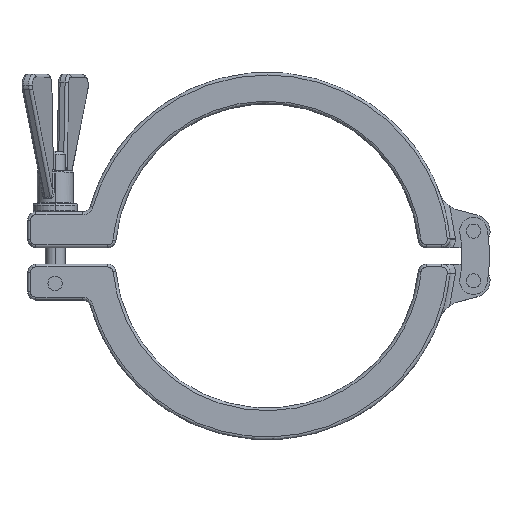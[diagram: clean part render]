
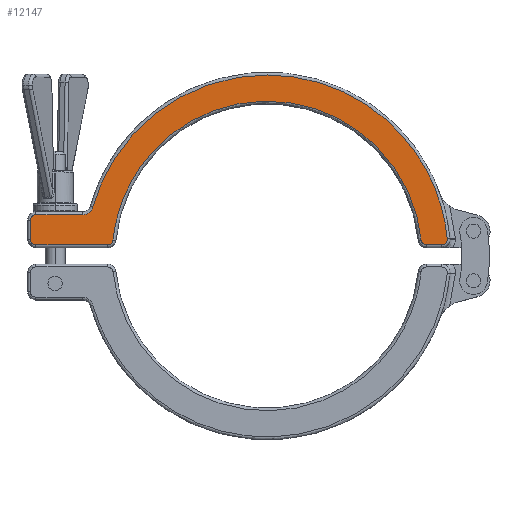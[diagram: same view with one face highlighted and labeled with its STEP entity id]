
A CAD part, top view. The second image highlights one B-rep face of the part: STEP entity #12147.
In plain terms, the highlighted planar face has unit normal (0, 0, 1).
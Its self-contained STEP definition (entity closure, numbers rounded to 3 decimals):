
#56 = EDGE_LOOP ( 'NONE', ( #4797, #7365, #9051, #14122, #11920, #4615, #9347, #11247, #13233, #8550, #4484, #10711 ) ) ;
#239 = DIRECTION ( 'NONE',  ( -1., 0., 0. ) ) ;
#360 = EDGE_CURVE ( 'NONE', #9633, #4254, #2853, .T. ) ;
#551 = CARTESIAN_POINT ( 'NONE',  ( 63.467, 4., 8.5 ) ) ;
#573 = CARTESIAN_POINT ( 'NONE',  ( -85.172, 15., 8.5 ) ) ;
#636 = CARTESIAN_POINT ( 'NONE',  ( -65.253, 15., 8.5 ) ) ;
#706 = CARTESIAN_POINT ( 'NONE',  ( -86., 13., 8.5 ) ) ;
#802 = DIRECTION ( 'NONE',  ( -1., 0., 0. ) ) ;
#897 = CARTESIAN_POINT ( 'NONE',  ( -55.951, 5.794, 8.5 ) ) ;
#1240 = CARTESIAN_POINT ( 'NONE',  ( -56.862, 4., 8.5 ) ) ;
#1405 = EDGE_CURVE ( 'NONE', #9739, #12523, #11579, .T. ) ;
#1430 = VERTEX_POINT ( 'NONE', #14525 ) ;
#1780 = CARTESIAN_POINT ( 'NONE',  ( 55.951, 5.794, 8.5 ) ) ;
#1955 = VERTEX_POINT ( 'NONE', #12578 ) ;
#2249 = EDGE_CURVE ( 'NONE', #1430, #8607, #13493, .T. ) ;
#2842 = CARTESIAN_POINT ( 'NONE',  ( -63.264, 17.91, 8.5 ) ) ;
#2853 =( BOUNDED_CURVE ( )  B_SPLINE_CURVE ( 3, ( #9714, #636, #10680, #9639 ),
 .UNSPECIFIED., .F., .F. ) 
 B_SPLINE_CURVE_WITH_KNOTS ( ( 4, 4 ),
 ( 0., 1. ),
 .UNSPECIFIED. ) 
 CURVE ( )  GEOMETRIC_REPRESENTATION_ITEM ( )  RATIONAL_B_SPLINE_CURVE ( ( 1., 0.865, 0.865, 1. ) ) 
 REPRESENTATION_ITEM ( '' )  );
#2922 = CARTESIAN_POINT ( 'NONE',  ( 55.951, 5.794, 8.5 ) ) ;
#3266 = LINE ( 'NONE', #7793, #11972 ) ;
#3367 = VERTEX_POINT ( 'NONE', #11659 ) ;
#3404 = CARTESIAN_POINT ( 'NONE',  ( -56.062, 4.722, 8.5 ) ) ;
#3421 = EDGE_CURVE ( 'NONE', #1955, #13198, #3266, .T. ) ;
#3506 = CARTESIAN_POINT ( 'NONE',  ( 57.94, 4., 8.5 ) ) ;
#3651 = CARTESIAN_POINT ( 'NONE',  ( -37.527, 108.819, 8.5 ) ) ;
#3732 = CARTESIAN_POINT ( 'NONE',  ( -84., 4., 8.5 ) ) ;
#3835 = CARTESIAN_POINT ( 'NONE',  ( 65.577, 4.933, 8.5 ) ) ;
#3877 = CARTESIAN_POINT ( 'NONE',  ( -86., 4.828, 8.5 ) ) ;
#4254 = VERTEX_POINT ( 'NONE', #2842 ) ;
#4484 = ORIENTED_EDGE ( 'NONE', *, *, #1405, .F. ) ;
#4615 = ORIENTED_EDGE ( 'NONE', *, *, #8535, .F. ) ;
#4625 = CARTESIAN_POINT ( 'NONE',  ( 56.566, 100.251, 8.5 ) ) ;
#4773 = CARTESIAN_POINT ( 'NONE',  ( -84., 4., 8.5 ) ) ;
#4797 = ORIENTED_EDGE ( 'NONE', *, *, #2249, .F. ) ;
#4832 = CARTESIAN_POINT ( 'NONE',  ( -84., 15., 8.5 ) ) ;
#4856 = LINE ( 'NONE', #3732, #9877 ) ;
#5246 = DIRECTION ( 'NONE',  ( 0., 1., 0. ) ) ;
#5362 = DIRECTION ( 'NONE',  ( -1., 0., 0. ) ) ;
#5422 = VERTEX_POINT ( 'NONE', #897 ) ;
#5488 = EDGE_CURVE ( 'NONE', #11036, #9633, #9366, .T. ) ;
#5511 = CARTESIAN_POINT ( 'NONE',  ( -46.393, 98.087, 8.5 ) ) ;
#5648 =( BOUNDED_CURVE ( )  B_SPLINE_CURVE ( 3, ( #12355, #11307, #5511, #5728 ),
 .UNSPECIFIED., .F., .F. ) 
 B_SPLINE_CURVE_WITH_KNOTS ( ( 4, 4 ),
 ( 0., 1. ),
 .UNSPECIFIED. ) 
 CURVE ( )  GEOMETRIC_REPRESENTATION_ITEM ( )  RATIONAL_B_SPLINE_CURVE ( ( 1., 0.402, 0.402, 1. ) ) 
 REPRESENTATION_ITEM ( '' )  );
#5728 = CARTESIAN_POINT ( 'NONE',  ( -55.951, 5.794, 8.5 ) ) ;
#6036 = CARTESIAN_POINT ( 'NONE',  ( -84., 4., 8.5 ) ) ;
#6283 = CARTESIAN_POINT ( 'NONE',  ( -67.112, 15., 8.5 ) ) ;
#6369 = LINE ( 'NONE', #706, #6903 ) ;
#6496 = EDGE_CURVE ( 'NONE', #6956, #11036, #9512, .T. ) ;
#6903 = VECTOR ( 'NONE', #5246, 1000. ) ;
#6956 = VERTEX_POINT ( 'NONE', #13569 ) ;
#7041 = CARTESIAN_POINT ( 'NONE',  ( 64.728, 4., 8.5 ) ) ;
#7200 = EDGE_CURVE ( 'NONE', #8607, #9739, #4856, .T. ) ;
#7365 = ORIENTED_EDGE ( 'NONE', *, *, #9900, .F. ) ;
#7445 = CARTESIAN_POINT ( 'NONE',  ( 57.94, 4., 8.5 ) ) ;
#7511 = PLANE ( 'NONE',  #11065 ) ;
#7561 = CARTESIAN_POINT ( 'NONE',  ( -86., 14.172, 8.5 ) ) ;
#7793 = CARTESIAN_POINT ( 'NONE',  ( -84., 4., 8.5 ) ) ;
#7863 = CARTESIAN_POINT ( 'NONE',  ( -57.94, 4., 8.5 ) ) ;
#8439 = CARTESIAN_POINT ( 'NONE',  ( 65.458, 6.188, 8.5 ) ) ;
#8496 = CARTESIAN_POINT ( 'NONE',  ( 56.062, 4.722, 8.5 ) ) ;
#8535 = EDGE_CURVE ( 'NONE', #3367, #6956, #6369, .T. ) ;
#8550 = ORIENTED_EDGE ( 'NONE', *, *, #14087, .F. ) ;
#8607 = VERTEX_POINT ( 'NONE', #10225 ) ;
#8772 =( BOUNDED_CURVE ( )  B_SPLINE_CURVE ( 3, ( #13591, #3404, #1240, #7863 ),
 .UNSPECIFIED., .F., .F. ) 
 B_SPLINE_CURVE_WITH_KNOTS ( ( 4, 4 ),
 ( 0., 1. ),
 .UNSPECIFIED. ) 
 CURVE ( )  GEOMETRIC_REPRESENTATION_ITEM ( )  RATIONAL_B_SPLINE_CURVE ( ( 1., 0.828, 0.828, 1. ) ) 
 REPRESENTATION_ITEM ( '' )  );
#8992 = VECTOR ( 'NONE', #9443, 1000. ) ;
#9051 = ORIENTED_EDGE ( 'NONE', *, *, #360, .F. ) ;
#9347 = ORIENTED_EDGE ( 'NONE', *, *, #12116, .F. ) ;
#9366 = LINE ( 'NONE', #4832, #8992 ) ;
#9443 = DIRECTION ( 'NONE',  ( 1., 0., 0. ) ) ;
#9512 =( BOUNDED_CURVE ( )  B_SPLINE_CURVE ( 3, ( #9581, #7561, #573, #13071 ),
 .UNSPECIFIED., .F., .T. ) 
 B_SPLINE_CURVE_WITH_KNOTS ( ( 4, 4 ),
 ( 0., 1. ),
 .UNSPECIFIED. ) 
 CURVE ( )  GEOMETRIC_REPRESENTATION_ITEM ( )  RATIONAL_B_SPLINE_CURVE ( ( 1., 0.805, 0.805, 1. ) ) 
 REPRESENTATION_ITEM ( '' )  );
#9581 = CARTESIAN_POINT ( 'NONE',  ( -86., 13., 8.5 ) ) ;
#9602 = CARTESIAN_POINT ( 'NONE',  ( -85.172, 4., 8.5 ) ) ;
#9633 = VERTEX_POINT ( 'NONE', #6283 ) ;
#9639 = CARTESIAN_POINT ( 'NONE',  ( -63.264, 17.91, 8.5 ) ) ;
#9714 = CARTESIAN_POINT ( 'NONE',  ( -67.112, 15., 8.5 ) ) ;
#9739 = VERTEX_POINT ( 'NONE', #3506 ) ;
#9877 = VECTOR ( 'NONE', #239, 1000. ) ;
#9900 = EDGE_CURVE ( 'NONE', #4254, #1430, #12467, .T. ) ;
#10225 = CARTESIAN_POINT ( 'NONE',  ( 63.467, 4., 8.5 ) ) ;
#10470 = EDGE_CURVE ( 'NONE', #5422, #1955, #8772, .T. ) ;
#10579 = CARTESIAN_POINT ( 'NONE',  ( -84., 15., 8.5 ) ) ;
#10680 = CARTESIAN_POINT ( 'NONE',  ( -63.77, 16.121, 8.5 ) ) ;
#10711 = ORIENTED_EDGE ( 'NONE', *, *, #7200, .F. ) ;
#10787 = FACE_OUTER_BOUND ( 'NONE', #56, .T. ) ;
#11036 = VERTEX_POINT ( 'NONE', #10579 ) ;
#11065 = AXIS2_PLACEMENT_3D ( 'NONE', #13321, #12060, #5362 ) ;
#11247 = ORIENTED_EDGE ( 'NONE', *, *, #3421, .F. ) ;
#11307 = CARTESIAN_POINT ( 'NONE',  ( 46.393, 98.087, 8.5 ) ) ;
#11579 =( BOUNDED_CURVE ( )  B_SPLINE_CURVE ( 3, ( #7445, #12068, #8496, #2922 ),
 .UNSPECIFIED., .F., .F. ) 
 B_SPLINE_CURVE_WITH_KNOTS ( ( 4, 4 ),
 ( 0., 1. ),
 .UNSPECIFIED. ) 
 CURVE ( )  GEOMETRIC_REPRESENTATION_ITEM ( )  RATIONAL_B_SPLINE_CURVE ( ( 1., 0.828, 0.828, 1. ) ) 
 REPRESENTATION_ITEM ( '' )  );
#11659 = CARTESIAN_POINT ( 'NONE',  ( -86., 6., 8.5 ) ) ;
#11920 = ORIENTED_EDGE ( 'NONE', *, *, #6496, .F. ) ;
#11972 = VECTOR ( 'NONE', #802, 1000. ) ;
#12060 = DIRECTION ( 'NONE',  ( 0., 0., -1. ) ) ;
#12068 = CARTESIAN_POINT ( 'NONE',  ( 56.862, 4., 8.5 ) ) ;
#12116 = EDGE_CURVE ( 'NONE', #13198, #3367, #12857, .T. ) ;
#12147 = ADVANCED_FACE ( 'NONE', ( #10787 ), #7511, .F. ) ;
#12355 = CARTESIAN_POINT ( 'NONE',  ( 55.951, 5.794, 8.5 ) ) ;
#12467 =( BOUNDED_CURVE ( )  B_SPLINE_CURVE ( 3, ( #13838, #3651, #4625, #12876 ),
 .UNSPECIFIED., .F., .F. ) 
 B_SPLINE_CURVE_WITH_KNOTS ( ( 4, 4 ),
 ( 0., 1. ),
 .UNSPECIFIED. ) 
 CURVE ( )  GEOMETRIC_REPRESENTATION_ITEM ( )  RATIONAL_B_SPLINE_CURVE ( ( 1., 0.456, 0.456, 1. ) ) 
 REPRESENTATION_ITEM ( '' )  );
#12523 = VERTEX_POINT ( 'NONE', #1780 ) ;
#12578 = CARTESIAN_POINT ( 'NONE',  ( -57.94, 4., 8.5 ) ) ;
#12857 =( BOUNDED_CURVE ( )  B_SPLINE_CURVE ( 3, ( #4773, #9602, #3877, #14147 ),
 .UNSPECIFIED., .F., .F. ) 
 B_SPLINE_CURVE_WITH_KNOTS ( ( 4, 4 ),
 ( 0., 1. ),
 .UNSPECIFIED. ) 
 CURVE ( )  GEOMETRIC_REPRESENTATION_ITEM ( )  RATIONAL_B_SPLINE_CURVE ( ( 1., 0.805, 0.805, 1. ) ) 
 REPRESENTATION_ITEM ( '' )  );
#12876 = CARTESIAN_POINT ( 'NONE',  ( 65.458, 6.188, 8.5 ) ) ;
#13071 = CARTESIAN_POINT ( 'NONE',  ( -84., 15., 8.5 ) ) ;
#13198 = VERTEX_POINT ( 'NONE', #6036 ) ;
#13233 = ORIENTED_EDGE ( 'NONE', *, *, #10470, .F. ) ;
#13321 = CARTESIAN_POINT ( 'NONE',  ( -84., 13., 8.5 ) ) ;
#13493 =( BOUNDED_CURVE ( )  B_SPLINE_CURVE ( 3, ( #8439, #3835, #7041, #551 ),
 .UNSPECIFIED., .F., .F. ) 
 B_SPLINE_CURVE_WITH_KNOTS ( ( 4, 4 ),
 ( 0., 1. ),
 .UNSPECIFIED. ) 
 CURVE ( )  GEOMETRIC_REPRESENTATION_ITEM ( )  RATIONAL_B_SPLINE_CURVE ( ( 1., 0.782, 0.782, 1. ) ) 
 REPRESENTATION_ITEM ( '' )  );
#13569 = CARTESIAN_POINT ( 'NONE',  ( -86., 13., 8.5 ) ) ;
#13591 = CARTESIAN_POINT ( 'NONE',  ( -55.951, 5.794, 8.5 ) ) ;
#13838 = CARTESIAN_POINT ( 'NONE',  ( -63.264, 17.91, 8.5 ) ) ;
#14087 = EDGE_CURVE ( 'NONE', #12523, #5422, #5648, .T. ) ;
#14122 = ORIENTED_EDGE ( 'NONE', *, *, #5488, .F. ) ;
#14147 = CARTESIAN_POINT ( 'NONE',  ( -86., 6., 8.5 ) ) ;
#14525 = CARTESIAN_POINT ( 'NONE',  ( 65.458, 6.188, 8.5 ) ) ;
